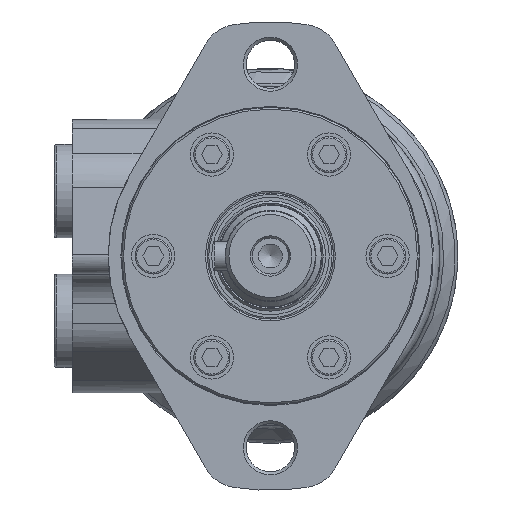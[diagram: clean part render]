
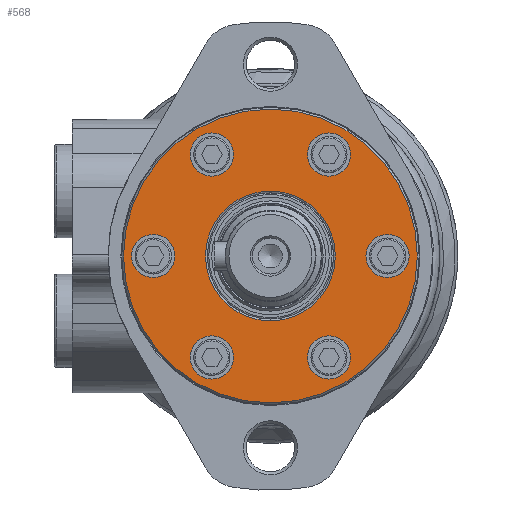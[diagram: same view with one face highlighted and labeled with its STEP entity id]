
A CAD part, left-side view. The second image highlights one B-rep face of the part: STEP entity #568.
In plain terms, the highlighted planar face has unit normal (-1, 0, 0).
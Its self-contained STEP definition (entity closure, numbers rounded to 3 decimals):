
#568 = ADVANCED_FACE( '', ( #1441, #1442, #1443, #1444, #1445, #1446, #1447, #1448 ), #1449, .F. );
#1441 = FACE_OUTER_BOUND( '', #2822, .T. );
#1442 = FACE_BOUND( '', #2823, .T. );
#1443 = FACE_BOUND( '', #2824, .T. );
#1444 = FACE_BOUND( '', #2825, .T. );
#1445 = FACE_BOUND( '', #2826, .T. );
#1446 = FACE_BOUND( '', #2827, .T. );
#1447 = FACE_BOUND( '', #2828, .T. );
#1448 = FACE_BOUND( '', #2829, .T. );
#1449 = PLANE( '', #2830 );
#2822 = EDGE_LOOP( '', ( #4260 ) );
#2823 = EDGE_LOOP( '', ( #4261 ) );
#2824 = EDGE_LOOP( '', ( #4262 ) );
#2825 = EDGE_LOOP( '', ( #4263 ) );
#2826 = EDGE_LOOP( '', ( #4264 ) );
#2827 = EDGE_LOOP( '', ( #4265 ) );
#2828 = EDGE_LOOP( '', ( #4266 ) );
#2829 = EDGE_LOOP( '', ( #4267 ) );
#2830 = AXIS2_PLACEMENT_3D( '', #4268, #4269, #4270 );
#4260 = ORIENTED_EDGE( '', *, *, #7384, .F. );
#4261 = ORIENTED_EDGE( '', *, *, #7385, .F. );
#4262 = ORIENTED_EDGE( '', *, *, #7386, .T. );
#4263 = ORIENTED_EDGE( '', *, *, #7387, .T. );
#4264 = ORIENTED_EDGE( '', *, *, #7388, .T. );
#4265 = ORIENTED_EDGE( '', *, *, #7389, .T. );
#4266 = ORIENTED_EDGE( '', *, *, #7390, .T. );
#4267 = ORIENTED_EDGE( '', *, *, #7391, .T. );
#4268 = CARTESIAN_POINT( '', ( 0., 0., 0. ) );
#4269 = DIRECTION( '', ( 1., 0., 0. ) );
#4270 = DIRECTION( '', ( 0., 0., -1. ) );
#7384 = EDGE_CURVE( '', #8628, #8628, #8629, .T. );
#7385 = EDGE_CURVE( '', #8630, #8630, #8631, .F. );
#7386 = EDGE_CURVE( '', #8632, #8632, #8633, .T. );
#7387 = EDGE_CURVE( '', #8634, #8634, #8635, .T. );
#7388 = EDGE_CURVE( '', #8636, #8636, #8637, .T. );
#7389 = EDGE_CURVE( '', #8638, #8638, #8639, .T. );
#7390 = EDGE_CURVE( '', #8640, #8640, #8641, .T. );
#7391 = EDGE_CURVE( '', #8642, #8642, #8643, .T. );
#8628 = VERTEX_POINT( '', #10604 );
#8629 = CIRCLE( '', #10605, 40.75 );
#8630 = VERTEX_POINT( '', #10606 );
#8631 = CIRCLE( '', #10607, 6. );
#8632 = VERTEX_POINT( '', #10608 );
#8633 = CIRCLE( '', #10609, 6. );
#8634 = VERTEX_POINT( '', #10610 );
#8635 = CIRCLE( '', #10611, 6. );
#8636 = VERTEX_POINT( '', #10612 );
#8637 = CIRCLE( '', #10613, 6. );
#8638 = VERTEX_POINT( '', #10614 );
#8639 = CIRCLE( '', #10615, 6. );
#8640 = VERTEX_POINT( '', #10616 );
#8641 = CIRCLE( '', #10617, 6. );
#8642 = VERTEX_POINT( '', #10618 );
#8643 = CIRCLE( '', #10619, 18. );
#10604 = CARTESIAN_POINT( '', ( 0., 0., -40.75 ) );
#10605 = AXIS2_PLACEMENT_3D( '', #14301, #14302, #14303 );
#10606 = CARTESIAN_POINT( '', ( 0., 32.5, -6. ) );
#10607 = AXIS2_PLACEMENT_3D( '', #14304, #14305, #14306 );
#10608 = CARTESIAN_POINT( '', ( 0., 16.25, -34.146 ) );
#10609 = AXIS2_PLACEMENT_3D( '', #14307, #14308, #14309 );
#10610 = CARTESIAN_POINT( '', ( 0., -16.25, -34.146 ) );
#10611 = AXIS2_PLACEMENT_3D( '', #14310, #14311, #14312 );
#10612 = CARTESIAN_POINT( '', ( 0., -32.5, -6. ) );
#10613 = AXIS2_PLACEMENT_3D( '', #14313, #14314, #14315 );
#10614 = CARTESIAN_POINT( '', ( 0., -16.25, 22.146 ) );
#10615 = AXIS2_PLACEMENT_3D( '', #14316, #14317, #14318 );
#10616 = CARTESIAN_POINT( '', ( 0., 16.25, 22.146 ) );
#10617 = AXIS2_PLACEMENT_3D( '', #14319, #14320, #14321 );
#10618 = CARTESIAN_POINT( '', ( 0., 0., -18. ) );
#10619 = AXIS2_PLACEMENT_3D( '', #14322, #14323, #14324 );
#14301 = CARTESIAN_POINT( '', ( 0., 0., 0. ) );
#14302 = DIRECTION( '', ( 1., 0., 0. ) );
#14303 = DIRECTION( '', ( 0., 0., -1. ) );
#14304 = CARTESIAN_POINT( '', ( 0., 32.5, 0. ) );
#14305 = DIRECTION( '', ( 1., 0., 0. ) );
#14306 = DIRECTION( '', ( 0., 0., -1. ) );
#14307 = CARTESIAN_POINT( '', ( 0., 16.25, -28.146 ) );
#14308 = DIRECTION( '', ( 1., 0., 0. ) );
#14309 = DIRECTION( '', ( 0., 0., -1. ) );
#14310 = CARTESIAN_POINT( '', ( 0., -16.25, -28.146 ) );
#14311 = DIRECTION( '', ( 1., 0., 0. ) );
#14312 = DIRECTION( '', ( 0., 0., -1. ) );
#14313 = CARTESIAN_POINT( '', ( 0., -32.5, 0. ) );
#14314 = DIRECTION( '', ( 1., 0., 0. ) );
#14315 = DIRECTION( '', ( 0., 0., -1. ) );
#14316 = CARTESIAN_POINT( '', ( 0., -16.25, 28.146 ) );
#14317 = DIRECTION( '', ( 1., 0., 0. ) );
#14318 = DIRECTION( '', ( 0., 0., -1. ) );
#14319 = CARTESIAN_POINT( '', ( 0., 16.25, 28.146 ) );
#14320 = DIRECTION( '', ( 1., 0., 0. ) );
#14321 = DIRECTION( '', ( 0., 0., -1. ) );
#14322 = CARTESIAN_POINT( '', ( 0., 0., 0. ) );
#14323 = DIRECTION( '', ( 1., 0., 0. ) );
#14324 = DIRECTION( '', ( 0., 0., -1. ) );
